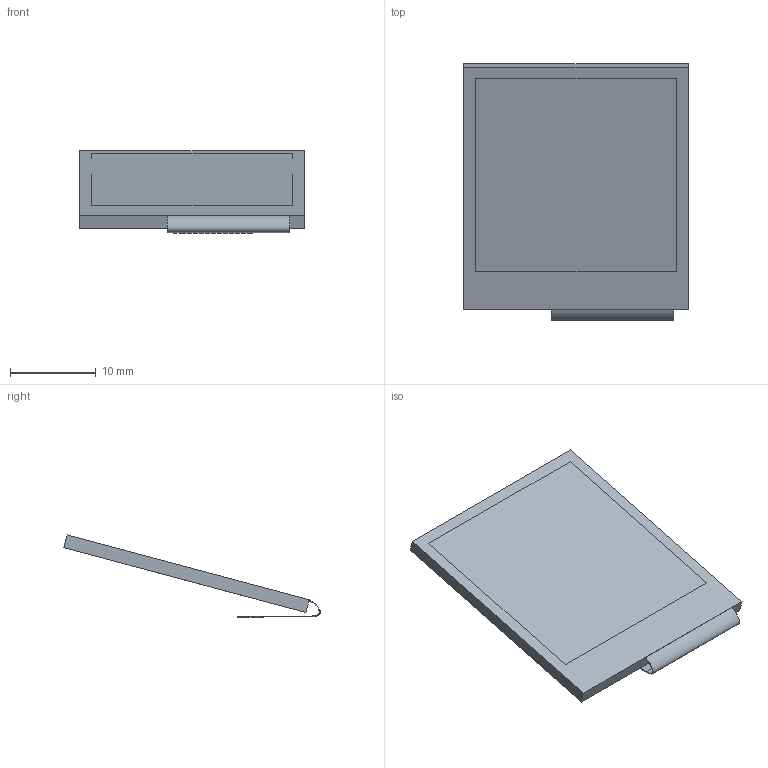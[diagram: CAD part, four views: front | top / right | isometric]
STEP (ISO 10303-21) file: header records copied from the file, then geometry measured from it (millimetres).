
FILE_DESCRIPTION(/* description */ (''),/* implementation_level */ '2;1');
FILE_NAME(/* name */ 'IPS_Display_240x240_FPC_15.step',/* time_stamp */ '2021-01-06T15:09:14+01:00',/* author */ (''),/* organization */ (''),/* preprocessor_version */ 'ST-DEVELOPER v18.1',/* originating_system */ 'Autodesk Translation Framework v9.7.1.1290',/* authorisation */ '');
FILE_SCHEMA (('AUTOMOTIVE_DESIGN { 1 0 10303 214 3 1 1 }'));
Length unit declared in the file: millimetre
Products named in the file (1): Fusion-Komponente
Bounding box: 26.2 x 29.99 x 9.59 mm (x, y, z)
Volume: 1182.1 mm3; surface area: 2307.9 mm2
Topology: 18 solids, 18 shells, 219 faces, 549 edges, 366 vertices
Faces by surface type: plane 176, bspline 28, cylinder 15
Entity records: 6789 total; most frequent: CARTESIAN_POINT 1641, ORIENTED_EDGE 1098, DIRECTION 907, EDGE_CURVE 549, LINE 463, VECTOR 463, VERTEX_POINT 366, AXIS2_PLACEMENT_3D 222
